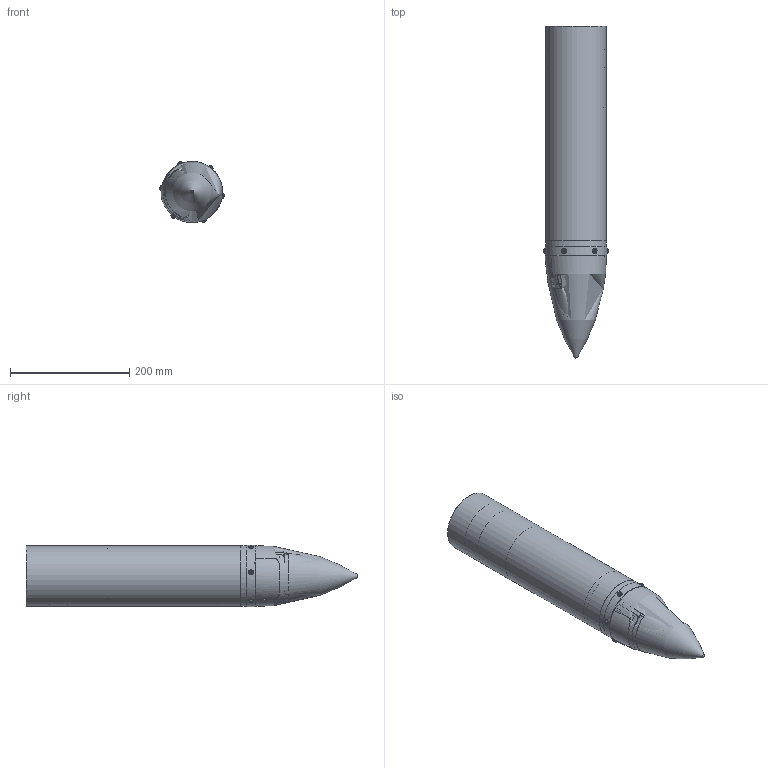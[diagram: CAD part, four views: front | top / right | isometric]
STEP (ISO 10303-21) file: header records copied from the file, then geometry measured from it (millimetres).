
FILE_DESCRIPTION(('STEP AP214'), '1');
FILE_NAME('ﾑ碚濱ﾌ-1 ﾃﾎ 淸褞', '', ('UNSPECIFIED'), ('UNSPECIFIED'), 'C3D Converter', 'C3D Toolkit', '');
FILE_SCHEMA(('AUTOMOTIVE_DESIGN { 1 0 10303 214 3 1 1}'));
Length unit declared in the file: millimetre
Products named in the file (14): Сборка_М-1 ГО рендер; Сборка ССП; Цилиндр ССП; Пыж тяжелый; Крепление строп_2022-09-04; Уложенный парашют; Сборка_ГО_20_09_2023; ГО_коннектор_15_09_2023; ГО_оболочка_V2_10_10_2023; go_pro_hero4; Стекло в ГО
Assembly tree (16 placements, depth 3):
  Сборка_М-1 ГО рендер
    Сборка ССП
      Цилиндр ССП
      Пыж тяжелый
      Крепление строп_2022-09-04
      Уложенный парашют
    Сборка_ГО_20_09_2023
      ГО_коннектор_15_09_2023
      ГО_оболочка_V2_10_10_2023
      go_pro_hero4
      Стекло в ГО
    (unnamed)  x4
    (unnamed)
    (unnamed)
Bounding box: 108.05 x 556.98 x 102.54 mm (x, y, z)
Volume: 2339314.9 mm3; surface area: 517699.6 mm2
Topology: 15 solids, 15 shells, 583 faces, 1493 edges, 975 vertices
Faces by surface type: plane 341, cylinder 121, bspline 73, torus 29, cone 11, sphere 8
Full cylindrical faces by diameter (mm): 3 x14, 4 x6, 4.2 x12, 4.5 x12, 5.5 x1, 6 x2, 8 x7, 12 x1, 15 x1, 20 x1, 65.8 x1, 89.8 x2, 90 x1, 98.4 x1, 99 x1, 99.4 x1, 100 x3, 102 x1, 102.4 x1, 102.6 x1
Entity records: 27311 total; most frequent: CARTESIAN_POINT 11422, ORIENTED_EDGE 2370, DIRECTION 2267, EDGE_CURVE 1185, VERTEX_POINT 834, AXIS2_PLACEMENT_3D 769, LINE 729, VECTOR 729
